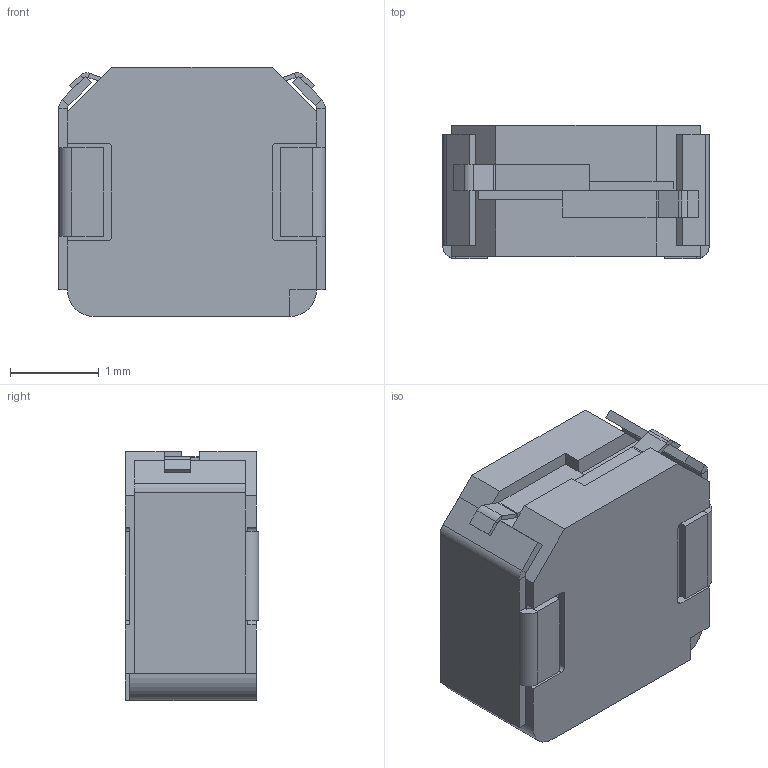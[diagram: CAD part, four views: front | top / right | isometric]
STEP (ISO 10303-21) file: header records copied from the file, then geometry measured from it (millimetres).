
FILE_DESCRIPTION (( 'STEP AP214' ), '1' );
FILE_NAME ('1226AS-H-2R2M=P2.STEP', '2020-01-27T21:22:32', ( '' ), ( '' ), 'SwSTEP 2.0', 'SolidWorks 2018', '' );
FILE_SCHEMA (( 'AUTOMOTIVE_DESIGN' ));
Length unit declared in the file: millimetre
Products named in the file (1): 1226AS-H-2R2M=P2
Bounding box: 3 x 1.5 x 2.8 mm (x, y, z)
Volume: 11.6 mm3; surface area: 49.9 mm2
Topology: 5 solids, 5 shells, 142 faces, 328 edges, 196 vertices
Faces by surface type: plane 114, cylinder 28
Entity records: 3974 total; most frequent: DIRECTION 670, CARTESIAN_POINT 667, ORIENTED_EDGE 656, EDGE_CURVE 328, VECTOR 272, LINE 272, AXIS2_PLACEMENT_3D 199, VERTEX_POINT 196
